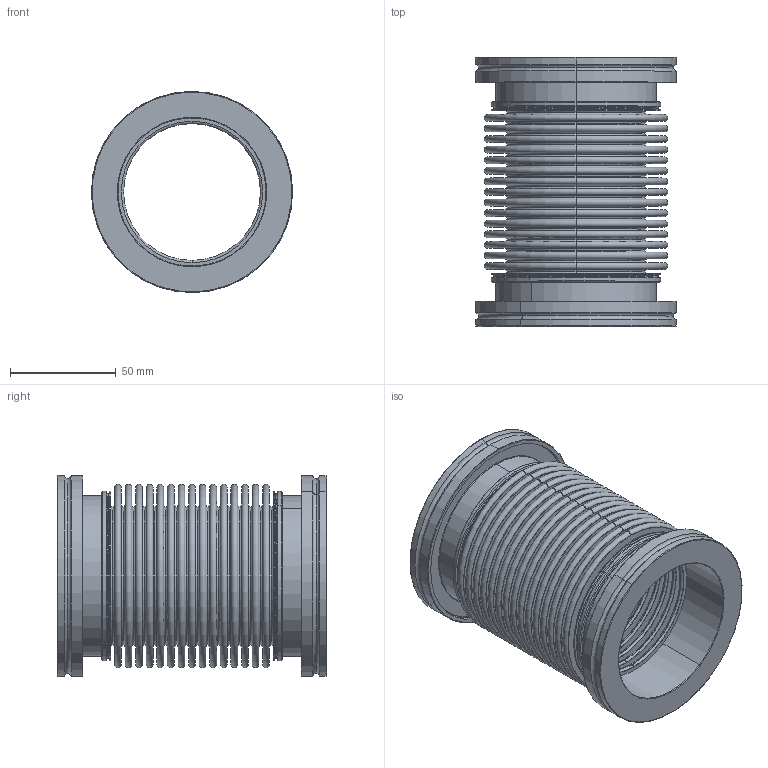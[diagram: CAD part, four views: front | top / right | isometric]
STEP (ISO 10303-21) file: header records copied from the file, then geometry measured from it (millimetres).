
FILE_DESCRIPTION (( 'STEP AP214' ), '1' );
FILE_NAME ('Hositrad_ISOX63-127.STEP', '2014-07-02T08:49:25', ( '' ), ( '' ), 'SwSTEP 2.0', 'SolidWorks 2014', '' );
FILE_SCHEMA (( 'AUTOMOTIVE_DESIGN' ));
Length unit declared in the file: millimetre
Products named in the file (3): Hydro-Bellow-63; ISOX63-BellowFlange; Hositrad_ISOX63-127
Assembly tree (3 placements, depth 2):
  Hositrad_ISOX63-127
    ISOX63-BellowFlange  x2
    Hydro-Bellow-63
Bounding box: 95 x 127.2 x 95 mm (x, y, z)
Volume: 106611.6 mm3; surface area: 224784.2 mm2
Topology: 3 solids, 3 shells, 352 faces, 704 edges, 428 vertices
Faces by surface type: torus 228, plane 76, cylinder 32, cone 16
Entity records: 8288 total; most frequent: DIRECTION 1810, CARTESIAN_POINT 1292, ORIENTED_EDGE 1216, AXIS2_PLACEMENT_3D 892, EDGE_CURVE 608, CIRCLE 582, EDGE_LOOP 374, VERTEX_POINT 374
